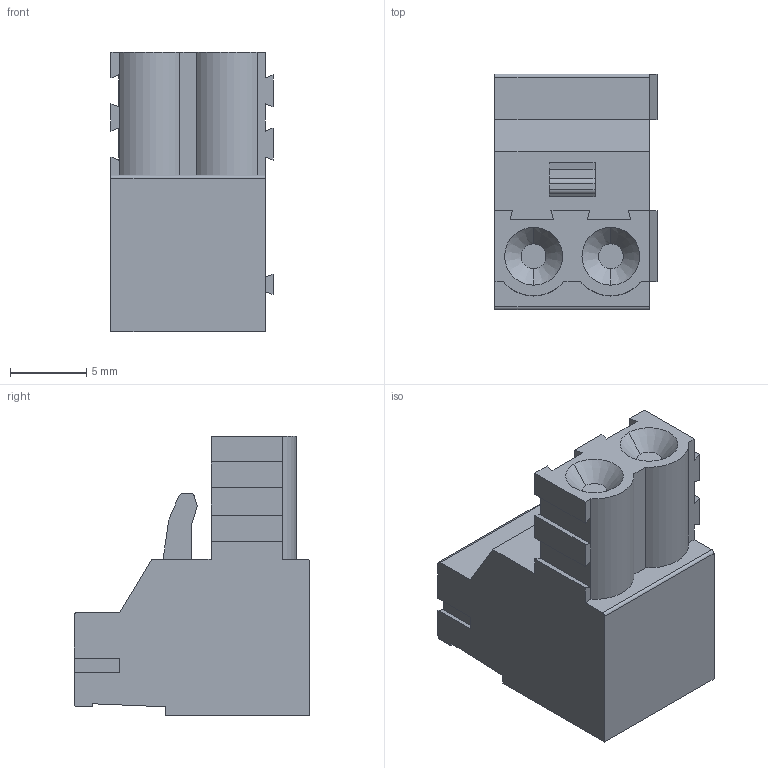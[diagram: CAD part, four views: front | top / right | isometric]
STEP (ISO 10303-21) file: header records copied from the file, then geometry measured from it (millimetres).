
FILE_DESCRIPTION((''),'2;1');
FILE_NAME('C-282807-2','2017-10-26T',('workeradm'),('TE Connectivity Ltd.'),'CREO PARAMETRIC BY PTC INC, 2016050','CREO PARAMETRIC BY PTC INC, 2016050','');
FILE_SCHEMA(('AUTOMOTIVE_DESIGN { 1 0 10303 214 1 1 1 1 }'));
Length unit declared in the file: millimetre
Products named in the file (1): C-282807-2
Bounding box: 10.66 x 15.5 x 18.4 mm (x, y, z)
Volume: 1780.6 mm3; surface area: 1206.4 mm2
Topology: 1 solids, 1 shells, 120 faces, 303 edges, 202 vertices
Faces by surface type: plane 90, cylinder 18, bspline 8, cone 4
Entity records: 3871 total; most frequent: CARTESIAN_POINT 907, ORIENTED_EDGE 606, DIRECTION 587, EDGE_CURVE 303, VECTOR 227, LINE 227, VERTEX_POINT 202, AXIS2_PLACEMENT_3D 180
